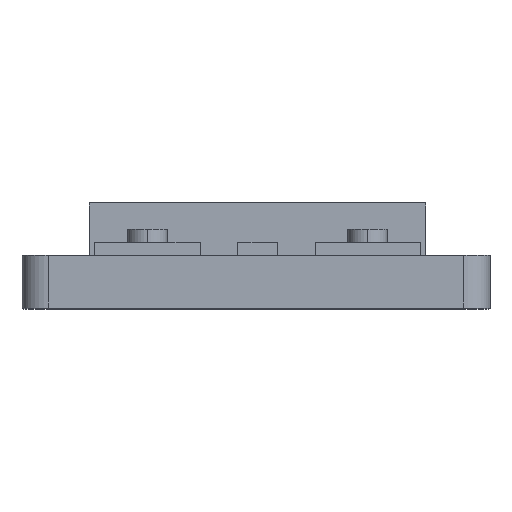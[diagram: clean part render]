
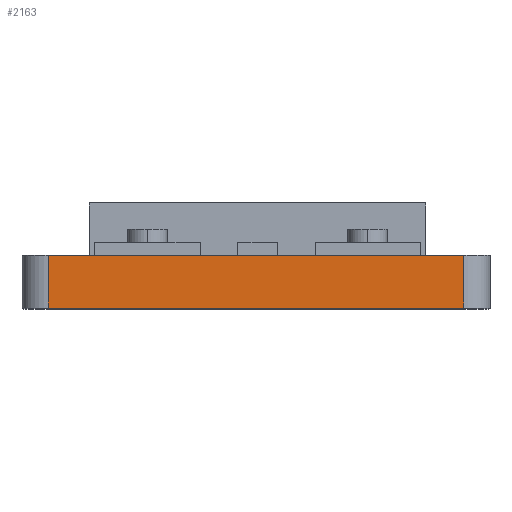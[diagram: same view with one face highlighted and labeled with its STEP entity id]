
A CAD part, top view. The second image highlights one B-rep face of the part: STEP entity #2163.
In plain terms, the highlighted planar face has unit normal (0, 0, 1).
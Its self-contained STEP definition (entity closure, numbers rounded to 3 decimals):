
#3 = VERTEX_POINT ( 'NONE', #2022 ) ;
#80 = VECTOR ( 'NONE', #986, 1000. ) ;
#87 = CARTESIAN_POINT ( 'NONE',  ( -7.89, 2., 10.477 ) ) ;
#107 = ORIENTED_EDGE ( 'NONE', *, *, #1738, .T. ) ;
#128 = ORIENTED_EDGE ( 'NONE', *, *, #2094, .T. ) ;
#151 = DIRECTION ( 'NONE',  ( -1., 0., 0. ) ) ;
#277 = CARTESIAN_POINT ( 'NONE',  ( -7.89, 0., 10.477 ) ) ;
#379 = VERTEX_POINT ( 'NONE', #1579 ) ;
#408 = VECTOR ( 'NONE', #1408, 1000. ) ;
#458 = EDGE_LOOP ( 'NONE', ( #107, #2603, #685, #128 ) ) ;
#508 = FACE_OUTER_BOUND ( 'NONE', #458, .T. ) ;
#521 = AXIS2_PLACEMENT_3D ( 'NONE', #1724, #1057, #151 ) ;
#685 = ORIENTED_EDGE ( 'NONE', *, *, #1691, .F. ) ;
#816 = DIRECTION ( 'NONE',  ( 1., 0., 0. ) ) ;
#966 = VERTEX_POINT ( 'NONE', #277 ) ;
#970 = CARTESIAN_POINT ( 'NONE',  ( -8.89, 0., 10.477 ) ) ;
#986 = DIRECTION ( 'NONE',  ( 0., -1., 0. ) ) ;
#1057 = DIRECTION ( 'NONE',  ( 0., 0., -1. ) ) ;
#1058 = LINE ( 'NONE', #2822, #2035 ) ;
#1318 = VECTOR ( 'NONE', #816, 1000. ) ;
#1379 = PLANE ( 'NONE',  #521 ) ;
#1408 = DIRECTION ( 'NONE',  ( 1., 0., 0. ) ) ;
#1414 = VERTEX_POINT ( 'NONE', #1458 ) ;
#1458 = CARTESIAN_POINT ( 'NONE',  ( -7.89, 2., 10.477 ) ) ;
#1481 = DIRECTION ( 'NONE',  ( 0., 1., 0. ) ) ;
#1579 = CARTESIAN_POINT ( 'NONE',  ( 7.89, 0., 10.477 ) ) ;
#1691 = EDGE_CURVE ( 'NONE', #1414, #3, #1889, .T. ) ;
#1724 = CARTESIAN_POINT ( 'NONE',  ( -8.89, 2., 10.477 ) ) ;
#1738 = EDGE_CURVE ( 'NONE', #966, #379, #2109, .T. ) ;
#1754 = EDGE_CURVE ( 'NONE', #379, #3, #1058, .T. ) ;
#1889 = LINE ( 'NONE', #2120, #408 ) ;
#2022 = CARTESIAN_POINT ( 'NONE',  ( 7.89, 2., 10.477 ) ) ;
#2035 = VECTOR ( 'NONE', #1481, 1000. ) ;
#2055 = LINE ( 'NONE', #87, #80 ) ;
#2094 = EDGE_CURVE ( 'NONE', #1414, #966, #2055, .T. ) ;
#2109 = LINE ( 'NONE', #970, #1318 ) ;
#2120 = CARTESIAN_POINT ( 'NONE',  ( -8.89, 2., 10.477 ) ) ;
#2163 = ADVANCED_FACE ( 'NONE', ( #508 ), #1379, .F. ) ;
#2603 = ORIENTED_EDGE ( 'NONE', *, *, #1754, .T. ) ;
#2822 = CARTESIAN_POINT ( 'NONE',  ( 7.89, 2., 10.477 ) ) ;
